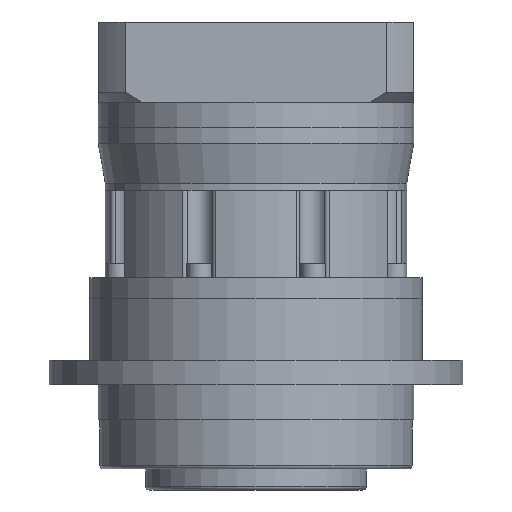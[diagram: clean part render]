
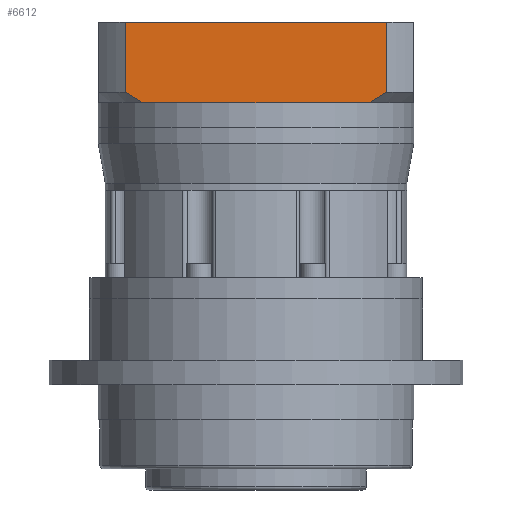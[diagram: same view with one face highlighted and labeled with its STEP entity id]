
A CAD part, front view. The second image highlights one B-rep face of the part: STEP entity #6612.
In plain terms, the highlighted planar face has unit normal (0, -1, 0).
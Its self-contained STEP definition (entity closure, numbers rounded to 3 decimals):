
#321 = VERTEX_POINT ( 'NONE', #5023 ) ;
#396 = ORIENTED_EDGE ( 'NONE', *, *, #2976, .T. ) ;
#423 = CARTESIAN_POINT ( 'NONE',  ( -37.261, -45., 83.5 ) ) ;
#482 = DIRECTION ( 'NONE',  ( 1., 0., 0. ) ) ;
#686 = VERTEX_POINT ( 'NONE', #423 ) ;
#1267 = AXIS2_PLACEMENT_3D ( 'NONE', #5270, #1669, #7990 ) ;
#1406 = LINE ( 'NONE', #4769, #8335 ) ;
#1545 = CARTESIAN_POINT ( 'NONE',  ( 37.261, -45., 103.5 ) ) ;
#1669 = DIRECTION ( 'NONE',  ( 0., 1., 0. ) ) ;
#1791 = CARTESIAN_POINT ( 'NONE',  ( -32.355, -45., 80.5 ) ) ;
#1843 = VECTOR ( 'NONE', #4413, 1000. ) ;
#1893 = CARTESIAN_POINT ( 'NONE',  ( -37.261, -45., 83.5 ) ) ;
#2255 = ORIENTED_EDGE ( 'NONE', *, *, #4369, .T. ) ;
#2362 = EDGE_CURVE ( 'NONE', #321, #8289, #4240, .T. ) ;
#2415 = LINE ( 'NONE', #3192, #9359 ) ;
#2526 = PLANE ( 'NONE',  #1267 ) ;
#2588 = CARTESIAN_POINT ( 'NONE',  ( -37.261, -45., 103.5 ) ) ;
#2976 = EDGE_CURVE ( 'NONE', #686, #8590, #4084, .T. ) ;
#3052 = ORIENTED_EDGE ( 'NONE', *, *, #8470, .F. ) ;
#3192 = CARTESIAN_POINT ( 'NONE',  ( -37.261, -45., 80.5 ) ) ;
#3295 = ORIENTED_EDGE ( 'NONE', *, *, #10967, .T. ) ;
#3701 = CARTESIAN_POINT ( 'NONE',  ( -32.355, -45., 80.5 ) ) ;
#3940 = CARTESIAN_POINT ( 'NONE',  ( 34.011, -45., 81.467 ) ) ;
#4052 = EDGE_CURVE ( 'NONE', #11232, #11586, #8657, .T. ) ;
#4084 = B_SPLINE_CURVE_WITH_KNOTS ( 'NONE', 3,
 ( #1893, #7313, #9138, #3701 ),
 .UNSPECIFIED., .F., .F.,
 ( 4, 4 ),
 ( 0., 0.006 ),
 .UNSPECIFIED. ) ;
#4240 = LINE ( 'NONE', #2588, #1843 ) ;
#4315 = DIRECTION ( 'NONE',  ( 0., 0., -1. ) ) ;
#4369 = EDGE_CURVE ( 'NONE', #8590, #8428, #5857, .T. ) ;
#4413 = DIRECTION ( 'NONE',  ( 1., 0., 0. ) ) ;
#4769 = CARTESIAN_POINT ( 'NONE',  ( -37.261, -45., 103.5 ) ) ;
#4859 = CARTESIAN_POINT ( 'NONE',  ( 37.261, -45., 83.5 ) ) ;
#4964 = EDGE_CURVE ( 'NONE', #8428, #11232, #2415, .T. ) ;
#5023 = CARTESIAN_POINT ( 'NONE',  ( -37.261, -45., 103.5 ) ) ;
#5070 = CARTESIAN_POINT ( 'NONE',  ( 32.355, -45., 80.5 ) ) ;
#5270 = CARTESIAN_POINT ( 'NONE',  ( -37.261, -45., 103.5 ) ) ;
#5380 = CARTESIAN_POINT ( 'NONE',  ( -37.261, -45., 80.5 ) ) ;
#5636 = FACE_OUTER_BOUND ( 'NONE', #10714, .T. ) ;
#5857 = LINE ( 'NONE', #5380, #10074 ) ;
#5886 = ORIENTED_EDGE ( 'NONE', *, *, #4052, .T. ) ;
#6008 = VECTOR ( 'NONE', #4315, 1000. ) ;
#6612 = ADVANCED_FACE ( 'NONE', ( #5636 ), #2526, .F. ) ;
#7313 = CARTESIAN_POINT ( 'NONE',  ( -35.645, -45., 82.469 ) ) ;
#7990 = DIRECTION ( 'NONE',  ( 0., 0., 1. ) ) ;
#8289 = VERTEX_POINT ( 'NONE', #1545 ) ;
#8335 = VECTOR ( 'NONE', #10191, 1000. ) ;
#8414 = LINE ( 'NONE', #11532, #6008 ) ;
#8428 = VERTEX_POINT ( 'NONE', #11636 ) ;
#8470 = EDGE_CURVE ( 'NONE', #8289, #11586, #8414, .T. ) ;
#8471 = CARTESIAN_POINT ( 'NONE',  ( 35.645, -45., 82.469 ) ) ;
#8590 = VERTEX_POINT ( 'NONE', #1791 ) ;
#8657 = B_SPLINE_CURVE_WITH_KNOTS ( 'NONE', 3,
 ( #10276, #3940, #8471, #4859 ),
 .UNSPECIFIED., .F., .F.,
 ( 4, 4 ),
 ( 0., 0.006 ),
 .UNSPECIFIED. ) ;
#8721 = ORIENTED_EDGE ( 'NONE', *, *, #4964, .T. ) ;
#9138 = CARTESIAN_POINT ( 'NONE',  ( -34.011, -45., 81.467 ) ) ;
#9359 = VECTOR ( 'NONE', #482, 1000. ) ;
#10074 = VECTOR ( 'NONE', #11708, 1000. ) ;
#10191 = DIRECTION ( 'NONE',  ( 0., 0., -1. ) ) ;
#10276 = CARTESIAN_POINT ( 'NONE',  ( 32.355, -45., 80.5 ) ) ;
#10371 = ORIENTED_EDGE ( 'NONE', *, *, #2362, .F. ) ;
#10714 = EDGE_LOOP ( 'NONE', ( #3295, #396, #2255, #8721, #5886, #3052, #10371 ) ) ;
#10967 = EDGE_CURVE ( 'NONE', #321, #686, #1406, .T. ) ;
#11180 = CARTESIAN_POINT ( 'NONE',  ( 37.261, -45., 83.5 ) ) ;
#11232 = VERTEX_POINT ( 'NONE', #5070 ) ;
#11532 = CARTESIAN_POINT ( 'NONE',  ( 37.261, -45., 103.5 ) ) ;
#11586 = VERTEX_POINT ( 'NONE', #11180 ) ;
#11636 = CARTESIAN_POINT ( 'NONE',  ( 0., -45., 80.5 ) ) ;
#11708 = DIRECTION ( 'NONE',  ( 1., 0., 0. ) ) ;
